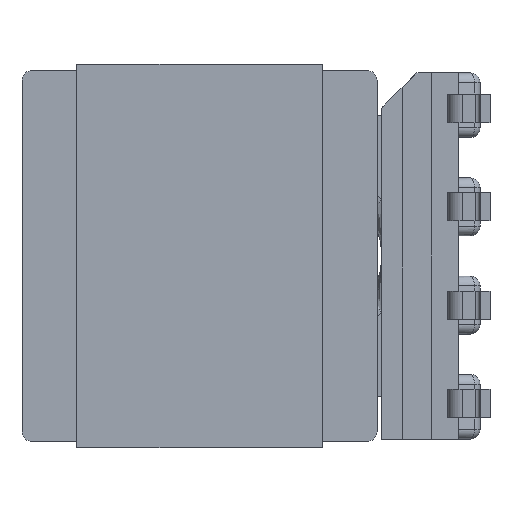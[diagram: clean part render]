
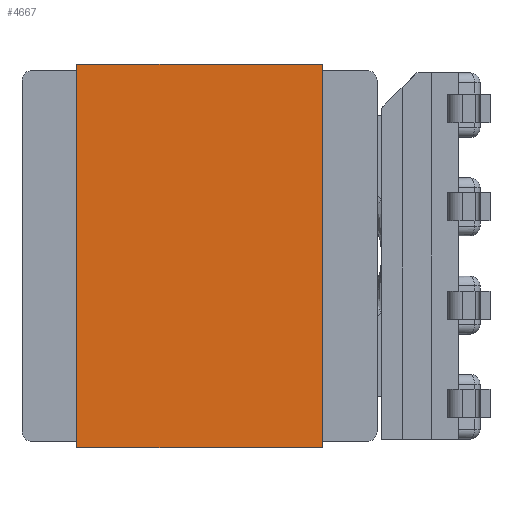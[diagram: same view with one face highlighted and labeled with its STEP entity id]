
A CAD part, left-side view. The second image highlights one B-rep face of the part: STEP entity #4667.
In plain terms, the highlighted planar face has unit normal (-1, 0, 0).
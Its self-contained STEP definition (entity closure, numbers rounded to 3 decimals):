
#584 = CARTESIAN_POINT ( 'NONE',  ( -0.16, 0.16, -6.22 ) ) ;
#885 = EDGE_CURVE ( 'NONE', #4878, #3150, #3508, .T. ) ;
#1379 = VERTEX_POINT ( 'NONE', #11950 ) ;
#1382 = CARTESIAN_POINT ( 'NONE',  ( -0.16, -9.56, -6.22 ) ) ;
#1391 = DIRECTION ( 'NONE',  ( 0., -1., 0. ) ) ;
#2199 = CARTESIAN_POINT ( 'NONE',  ( -0.16, -9.56, 0. ) ) ;
#2316 = CARTESIAN_POINT ( 'NONE',  ( -0.16, -9.56, -6.22 ) ) ;
#2495 = ORIENTED_EDGE ( 'NONE', *, *, #10832, .T. ) ;
#2683 = ORIENTED_EDGE ( 'NONE', *, *, #4810, .T. ) ;
#2782 = VERTEX_POINT ( 'NONE', #6361 ) ;
#2811 = ORIENTED_EDGE ( 'NONE', *, *, #6987, .F. ) ;
#3150 = VERTEX_POINT ( 'NONE', #11906 ) ;
#3199 = VECTOR ( 'NONE', #1391, 1000. ) ;
#3508 = LINE ( 'NONE', #3898, #6356 ) ;
#3526 = FACE_OUTER_BOUND ( 'NONE', #8620, .T. ) ;
#3898 = CARTESIAN_POINT ( 'NONE',  ( -0.16, 0.16, -6.22 ) ) ;
#4143 = CARTESIAN_POINT ( 'NONE',  ( -0.16, -9.56, -6.22 ) ) ;
#4667 = ADVANCED_FACE ( 'NONE', ( #3526 ), #9795, .T. ) ;
#4810 = EDGE_CURVE ( 'NONE', #1379, #2782, #8266, .T. ) ;
#4878 = VERTEX_POINT ( 'NONE', #584 ) ;
#6150 = VECTOR ( 'NONE', #11594, 1000. ) ;
#6356 = VECTOR ( 'NONE', #12290, 1000. ) ;
#6361 = CARTESIAN_POINT ( 'NONE',  ( -0.16, -9.56, 0. ) ) ;
#6916 = LINE ( 'NONE', #4143, #3199 ) ;
#6987 = EDGE_CURVE ( 'NONE', #3150, #2782, #11068, .T. ) ;
#8266 = LINE ( 'NONE', #1382, #12013 ) ;
#8620 = EDGE_LOOP ( 'NONE', ( #2811, #10900, #2495, #2683 ) ) ;
#9157 = DIRECTION ( 'NONE',  ( -1., 0., 0. ) ) ;
#9795 = PLANE ( 'NONE',  #11786 ) ;
#10832 = EDGE_CURVE ( 'NONE', #4878, #1379, #6916, .T. ) ;
#10900 = ORIENTED_EDGE ( 'NONE', *, *, #885, .F. ) ;
#11025 = DIRECTION ( 'NONE',  ( 0., 0., 1. ) ) ;
#11068 = LINE ( 'NONE', #2199, #6150 ) ;
#11594 = DIRECTION ( 'NONE',  ( 0., -1., 0. ) ) ;
#11786 = AXIS2_PLACEMENT_3D ( 'NONE', #2316, #9157, #11935 ) ;
#11906 = CARTESIAN_POINT ( 'NONE',  ( -0.16, 0.16, 0. ) ) ;
#11935 = DIRECTION ( 'NONE',  ( 0., 0., 1. ) ) ;
#11950 = CARTESIAN_POINT ( 'NONE',  ( -0.16, -9.56, -6.22 ) ) ;
#12013 = VECTOR ( 'NONE', #11025, 1000. ) ;
#12290 = DIRECTION ( 'NONE',  ( 0., 0., 1. ) ) ;
